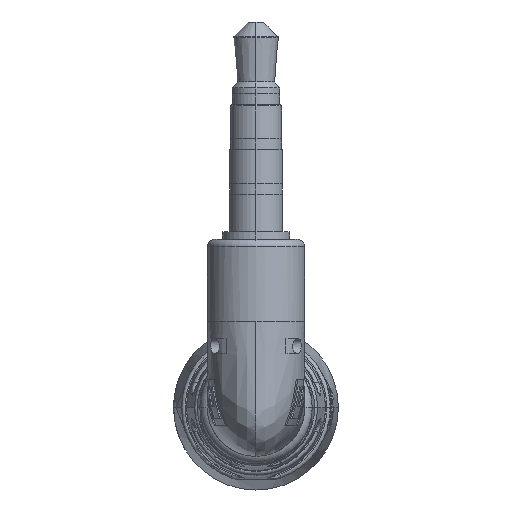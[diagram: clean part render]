
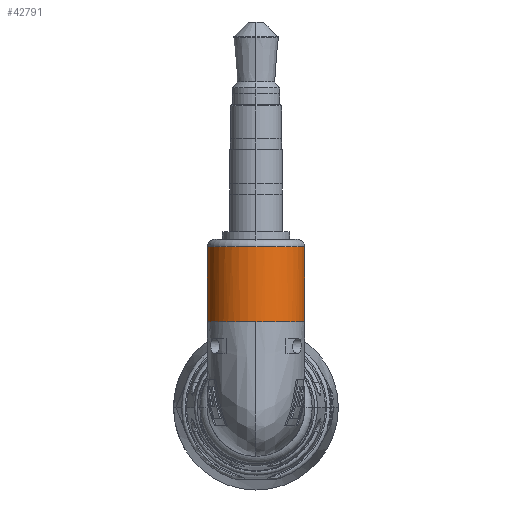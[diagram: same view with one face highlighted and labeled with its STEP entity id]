
A CAD part, left-side view. The second image highlights one B-rep face of the part: STEP entity #42791.
In plain terms, the highlighted cylindrical face has radius 3.25 mm (diameter 6.5 mm), a partial arc.
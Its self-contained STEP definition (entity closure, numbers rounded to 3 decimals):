
#1699 = VERTEX_POINT ( 'NONE', #6580 ) ;
#3597 = EDGE_LOOP ( 'NONE', ( #42582, #11629, #27806, #19893, #17620 ) ) ;
#6309 = CARTESIAN_POINT ( 'NONE',  ( 3.25, 0., 8. ) ) ;
#6475 = DIRECTION ( 'NONE',  ( 0., 0., -1. ) ) ;
#6580 = CARTESIAN_POINT ( 'NONE',  ( -3.25, 0., 8. ) ) ;
#6632 = CARTESIAN_POINT ( 'NONE',  ( 0., 0., 3. ) ) ;
#6934 = DIRECTION ( 'NONE',  ( 1., 0., 0. ) ) ;
#6944 = CARTESIAN_POINT ( 'NONE',  ( 0.425, 3.25, 8. ) ) ;
#7573 = VECTOR ( 'NONE', #6475, 1000. ) ;
#8903 = CIRCLE ( 'NONE', #29820, 3.25 ) ;
#9001 = CARTESIAN_POINT ( 'NONE',  ( -3.081, 1.276, 8. ) ) ;
#10660 = CYLINDRICAL_SURFACE ( 'NONE', #18927, 3.25 ) ;
#11629 = ORIENTED_EDGE ( 'NONE', *, *, #32962, .T. ) ;
#12028 = CARTESIAN_POINT ( 'NONE',  ( 3.25, 0., 8. ) ) ;
#13280 = LINE ( 'NONE', #23283, #26275 ) ;
#14242 = CARTESIAN_POINT ( 'NONE',  ( 3.25, 0., 8. ) ) ;
#14412 = CARTESIAN_POINT ( 'NONE',  ( 1.276, 3.081, 8. ) ) ;
#15974 = CARTESIAN_POINT ( 'NONE',  ( -3.25, 0.425, 8. ) ) ;
#16135 = CARTESIAN_POINT ( 'NONE',  ( -1.276, 3.081, 8. ) ) ;
#16361 = EDGE_CURVE ( 'NONE', #30793, #28927, #8903, .T. ) ;
#16698 = CARTESIAN_POINT ( 'NONE',  ( -3.25, 0., 3. ) ) ;
#17620 = ORIENTED_EDGE ( 'NONE', *, *, #27200, .F. ) ;
#18070 = CARTESIAN_POINT ( 'NONE',  ( 3.081, 1.276, 8. ) ) ;
#18097 = DIRECTION ( 'NONE',  ( -1., 0., 0. ) ) ;
#18214 = CARTESIAN_POINT ( 'NONE',  ( 0., 3.25, 8. ) ) ;
#18927 = AXIS2_PLACEMENT_3D ( 'NONE', #47694, #21567, #18097 ) ;
#19893 = ORIENTED_EDGE ( 'NONE', *, *, #38172, .F. ) ;
#21376 = B_SPLINE_CURVE_WITH_KNOTS ( 'NONE', 3,
 ( #35252, #46562, #16135, #38578, #9001, #15974, #46404 ),
 .UNSPECIFIED., .F., .F.,
 ( 4, 1, 1, 1, 4 ),
 ( 0., 0.063, 0.125, 0.187, 0.25 ),
 .UNSPECIFIED. ) ;
#21567 = DIRECTION ( 'NONE',  ( 0., 0., -1. ) ) ;
#22936 = DIRECTION ( 'NONE',  ( 0., 0., -1. ) ) ;
#23283 = CARTESIAN_POINT ( 'NONE',  ( -3.25, 0., 8. ) ) ;
#24771 = LINE ( 'NONE', #6309, #7573 ) ;
#26008 = VERTEX_POINT ( 'NONE', #12028 ) ;
#26275 = VECTOR ( 'NONE', #22936, 1000. ) ;
#27200 = EDGE_CURVE ( 'NONE', #39347, #1699, #21376, .T. ) ;
#27806 = ORIENTED_EDGE ( 'NONE', *, *, #16361, .T. ) ;
#28927 = VERTEX_POINT ( 'NONE', #16698 ) ;
#29820 = AXIS2_PLACEMENT_3D ( 'NONE', #6632, #33024, #6934 ) ;
#30793 = VERTEX_POINT ( 'NONE', #38053 ) ;
#32962 = EDGE_CURVE ( 'NONE', #26008, #30793, #24771, .T. ) ;
#33024 = DIRECTION ( 'NONE',  ( 0., 0., 1. ) ) ;
#33211 = CARTESIAN_POINT ( 'NONE',  ( 3.25, 0.425, 8. ) ) ;
#34289 = FACE_OUTER_BOUND ( 'NONE', #3597, .T. ) ;
#35252 = CARTESIAN_POINT ( 'NONE',  ( 0., 3.25, 8. ) ) ;
#37009 = CARTESIAN_POINT ( 'NONE',  ( 2.358, 2.358, 8. ) ) ;
#38053 = CARTESIAN_POINT ( 'NONE',  ( 3.25, 0., 3. ) ) ;
#38172 = EDGE_CURVE ( 'NONE', #1699, #28927, #13280, .T. ) ;
#38578 = CARTESIAN_POINT ( 'NONE',  ( -2.358, 2.358, 8. ) ) ;
#39347 = VERTEX_POINT ( 'NONE', #48260 ) ;
#42582 = ORIENTED_EDGE ( 'NONE', *, *, #44472, .F. ) ;
#42791 = ADVANCED_FACE ( 'NONE', ( #34289 ), #10660, .T. ) ;
#44472 = EDGE_CURVE ( 'NONE', #26008, #39347, #44519, .T. ) ;
#44519 = B_SPLINE_CURVE_WITH_KNOTS ( 'NONE', 3,
 ( #14242, #33211, #18070, #37009, #14412, #6944, #18214 ),
 .UNSPECIFIED., .F., .F.,
 ( 4, 1, 1, 1, 4 ),
 ( 0.75, 0.813, 0.875, 0.938, 1. ),
 .UNSPECIFIED. ) ;
#46404 = CARTESIAN_POINT ( 'NONE',  ( -3.25, 0., 8. ) ) ;
#46562 = CARTESIAN_POINT ( 'NONE',  ( -0.425, 3.25, 8. ) ) ;
#47694 = CARTESIAN_POINT ( 'NONE',  ( 0., 0., 8. ) ) ;
#48260 = CARTESIAN_POINT ( 'NONE',  ( 0., 3.25, 8. ) ) ;
